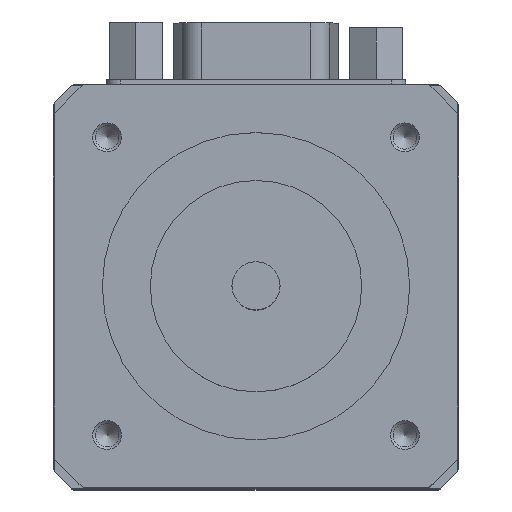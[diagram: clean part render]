
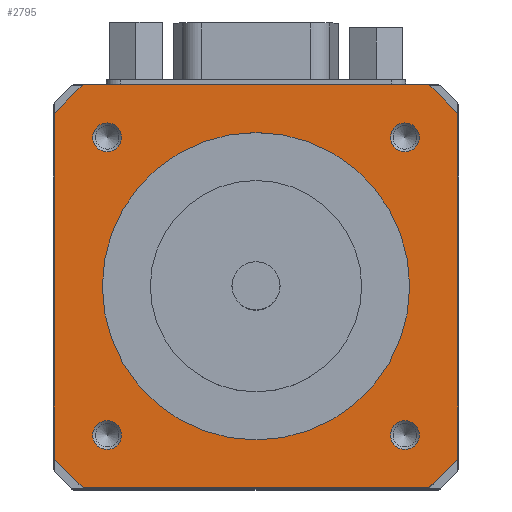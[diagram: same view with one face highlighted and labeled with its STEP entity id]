
A CAD part, top view. The second image highlights one B-rep face of the part: STEP entity #2795.
In plain terms, the highlighted planar face has unit normal (0, 0, 1).
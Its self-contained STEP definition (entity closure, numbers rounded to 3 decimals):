
#74=CIRCLE('',#2934,1.5);
#75=CIRCLE('',#2935,1.5);
#76=CIRCLE('',#2936,1.5);
#77=CIRCLE('',#2937,1.5);
#78=CIRCLE('',#2938,16.);
#182=ORIENTED_EDGE('',*,*,#702,.F.);
#183=ORIENTED_EDGE('',*,*,#703,.F.);
#184=ORIENTED_EDGE('',*,*,#704,.F.);
#185=ORIENTED_EDGE('',*,*,#705,.F.);
#186=ORIENTED_EDGE('',*,*,#706,.F.);
#187=ORIENTED_EDGE('',*,*,#688,.T.);
#188=ORIENTED_EDGE('',*,*,#707,.T.);
#189=ORIENTED_EDGE('',*,*,#698,.T.);
#190=ORIENTED_EDGE('',*,*,#708,.T.);
#191=ORIENTED_EDGE('',*,*,#696,.T.);
#192=ORIENTED_EDGE('',*,*,#709,.T.);
#193=ORIENTED_EDGE('',*,*,#692,.T.);
#194=ORIENTED_EDGE('',*,*,#710,.T.);
#688=EDGE_CURVE('',#949,#948,#1128,.T.);
#692=EDGE_CURVE('',#953,#952,#1132,.T.);
#696=EDGE_CURVE('',#957,#956,#1136,.T.);
#698=EDGE_CURVE('',#958,#959,#1138,.T.);
#702=EDGE_CURVE('',#962,#962,#74,.T.);
#703=EDGE_CURVE('',#963,#963,#75,.T.);
#704=EDGE_CURVE('',#964,#964,#76,.T.);
#705=EDGE_CURVE('',#965,#965,#77,.T.);
#706=EDGE_CURVE('',#966,#966,#78,.T.);
#707=EDGE_CURVE('',#948,#958,#1142,.T.);
#708=EDGE_CURVE('',#959,#957,#1143,.T.);
#709=EDGE_CURVE('',#956,#953,#1144,.T.);
#710=EDGE_CURVE('',#952,#949,#1145,.T.);
#948=VERTEX_POINT('',#3764);
#949=VERTEX_POINT('',#3766);
#952=VERTEX_POINT('',#3773);
#953=VERTEX_POINT('',#3775);
#956=VERTEX_POINT('',#3782);
#957=VERTEX_POINT('',#3784);
#958=VERTEX_POINT('',#3788);
#959=VERTEX_POINT('',#3789);
#962=VERTEX_POINT('',#3797);
#963=VERTEX_POINT('',#3799);
#964=VERTEX_POINT('',#3801);
#965=VERTEX_POINT('',#3803);
#966=VERTEX_POINT('',#3805);
#1128=LINE('',#3765,#1316);
#1132=LINE('',#3774,#1320);
#1136=LINE('',#3783,#1324);
#1138=LINE('',#3787,#1326);
#1142=LINE('',#3806,#1330);
#1143=LINE('',#3807,#1331);
#1144=LINE('',#3808,#1332);
#1145=LINE('',#3809,#1333);
#1316=VECTOR('',#3161,1000.);
#1320=VECTOR('',#3167,1000.);
#1324=VECTOR('',#3173,1000.);
#1326=VECTOR('',#3177,1000.);
#1330=VECTOR('',#3193,1000.);
#1331=VECTOR('',#3194,1000.);
#1332=VECTOR('',#3195,1000.);
#1333=VECTOR('',#3196,1000.);
#1490=EDGE_LOOP('',(#182));
#1491=EDGE_LOOP('',(#183));
#1492=EDGE_LOOP('',(#184));
#1493=EDGE_LOOP('',(#185));
#1494=EDGE_LOOP('',(#186));
#1495=EDGE_LOOP('',(#187,#188,#189,#190,#191,#192,#193,#194));
#1662=FACE_BOUND('',#1490,.T.);
#1663=FACE_BOUND('',#1491,.T.);
#1664=FACE_BOUND('',#1492,.T.);
#1665=FACE_BOUND('',#1493,.T.);
#1666=FACE_BOUND('',#1494,.T.);
#1667=FACE_BOUND('',#1495,.T.);
#1835=PLANE('',#2933);
#2795=ADVANCED_FACE('',(#1662,#1663,#1664,#1665,#1666,#1667),#1835,.T.);
#2933=AXIS2_PLACEMENT_3D('',#3795,#3181,#3182);
#2934=AXIS2_PLACEMENT_3D('',#3796,#3183,#3184);
#2935=AXIS2_PLACEMENT_3D('',#3798,#3185,#3186);
#2936=AXIS2_PLACEMENT_3D('',#3800,#3187,#3188);
#2937=AXIS2_PLACEMENT_3D('',#3802,#3189,#3190);
#2938=AXIS2_PLACEMENT_3D('',#3804,#3191,#3192);
#3161=DIRECTION('',(-1.,0.,0.));
#3167=DIRECTION('',(0.,1.,0.));
#3173=DIRECTION('',(1.,0.,0.));
#3177=DIRECTION('',(0.,-1.,0.));
#3181=DIRECTION('',(0.,0.,1.));
#3182=DIRECTION('',(1.,0.,0.));
#3183=DIRECTION('',(0.,0.,1.));
#3184=DIRECTION('',(1.,0.,0.));
#3185=DIRECTION('',(0.,0.,1.));
#3186=DIRECTION('',(1.,0.,0.));
#3187=DIRECTION('',(0.,0.,1.));
#3188=DIRECTION('',(1.,0.,0.));
#3189=DIRECTION('',(0.,0.,1.));
#3190=DIRECTION('',(1.,0.,0.));
#3191=DIRECTION('',(0.,0.,1.));
#3192=DIRECTION('',(1.,0.,0.));
#3193=DIRECTION('',(-0.707,-0.707,0.));
#3194=DIRECTION('',(0.707,-0.707,0.));
#3195=DIRECTION('',(0.707,0.707,0.));
#3196=DIRECTION('',(-0.707,0.707,0.));
#3764=CARTESIAN_POINT('',(-18.,21.,0.));
#3765=CARTESIAN_POINT('',(19.174,21.,0.));
#3766=CARTESIAN_POINT('',(18.,21.,0.));
#3773=CARTESIAN_POINT('',(21.,18.,0.));
#3774=CARTESIAN_POINT('',(21.,-19.174,0.));
#3775=CARTESIAN_POINT('',(21.,-18.,0.));
#3782=CARTESIAN_POINT('',(18.,-21.,0.));
#3783=CARTESIAN_POINT('',(-19.174,-21.,0.));
#3784=CARTESIAN_POINT('',(-18.,-21.,0.));
#3787=CARTESIAN_POINT('',(-21.,19.174,0.));
#3788=CARTESIAN_POINT('',(-21.,18.,0.));
#3789=CARTESIAN_POINT('',(-21.,-18.,0.));
#3795=CARTESIAN_POINT('',(0.,0.,0.));
#3796=CARTESIAN_POINT('',(-15.5,15.5,0.));
#3797=CARTESIAN_POINT('',(-14.,15.5,0.));
#3798=CARTESIAN_POINT('',(15.5,15.5,0.));
#3799=CARTESIAN_POINT('',(17.,15.5,0.));
#3800=CARTESIAN_POINT('',(-15.5,-15.5,0.));
#3801=CARTESIAN_POINT('',(-14.,-15.5,0.));
#3802=CARTESIAN_POINT('',(15.5,-15.5,0.));
#3803=CARTESIAN_POINT('',(17.,-15.5,0.));
#3804=CARTESIAN_POINT('',(0.,0.,0.));
#3805=CARTESIAN_POINT('',(16.,0.,0.));
#3806=CARTESIAN_POINT('',(-18.,21.,0.));
#3807=CARTESIAN_POINT('',(-21.,-18.,0.));
#3808=CARTESIAN_POINT('',(18.,-21.,0.));
#3809=CARTESIAN_POINT('',(21.,18.,0.));
